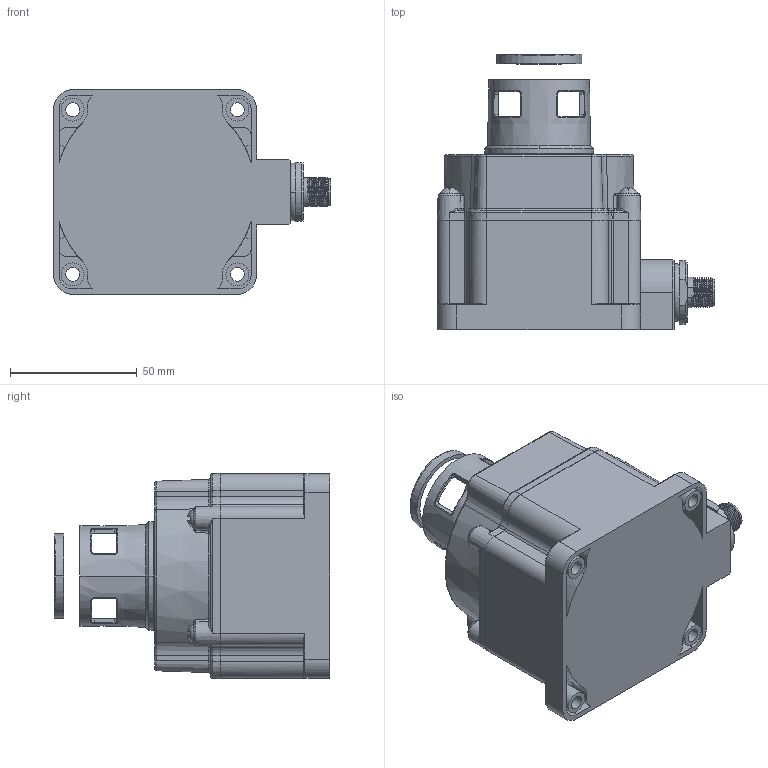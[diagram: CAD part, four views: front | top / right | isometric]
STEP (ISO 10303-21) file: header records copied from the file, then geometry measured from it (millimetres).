
FILE_DESCRIPTION((''),'2;1');
FILE_NAME('155162_SM01_ASM','2021-01-19T10:57:20',('jeshelman'),('BANNER ENGINEERING CORP.'),'CREO PARAMETRIC BY PTC INC, 2019292','CREO PARAMETRIC BY PTC INC, 2019292','');
FILE_SCHEMA(('CONFIG_CONTROL_DESIGN','SHAPE_APPEARANCE_LAYERS_GROUPS'));
Length unit declared in the file: millimetre
Products named in the file (8): OUTSIDE-XN-LOCKOUT-BODY; OUTSIDE-XN-LOCKOUT-HANDLE-BV; OUTSIDE-XN-LOCKOUT-NUT; PRT0005; PRT0006; MAPONTE_XN4E_BL4_ASM; 155162_NO_SWITCH_SM01; 155162_SM01_ASM
Assembly tree (7 placements, depth 3):
  155162_SM01_ASM
    MAPONTE_XN4E_BL4_ASM
      OUTSIDE-XN-LOCKOUT-BODY
      OUTSIDE-XN-LOCKOUT-HANDLE-BV
      OUTSIDE-XN-LOCKOUT-NUT
      PRT0005
      PRT0006
    155162_NO_SWITCH_SM01
Bounding box: 109.59 x 108.68 x 81.12 mm (x, y, z)
Volume: 421467.3 mm3; surface area: 57266 mm2
Topology: 3 solids, 3 shells, 597 faces, 1498 edges, 936 vertices
Faces by surface type: plane 223, cylinder 170, torus 74, bspline 64, cone 42, sphere 16, extrusion 8
Entity records: 29638 total; most frequent: CARTESIAN_POINT 11983, ORIENTED_EDGE 2996, DIRECTION 2975, EDGE_CURVE 1498, AXIS2_PLACEMENT_3D 1166, VERTEX_POINT 936, EDGE_LOOP 644, VECTOR 643
